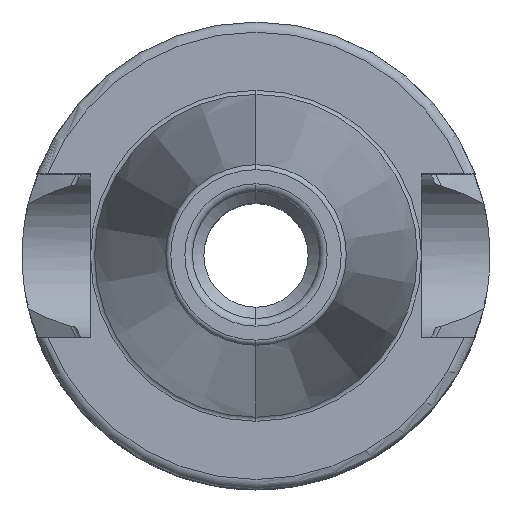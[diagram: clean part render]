
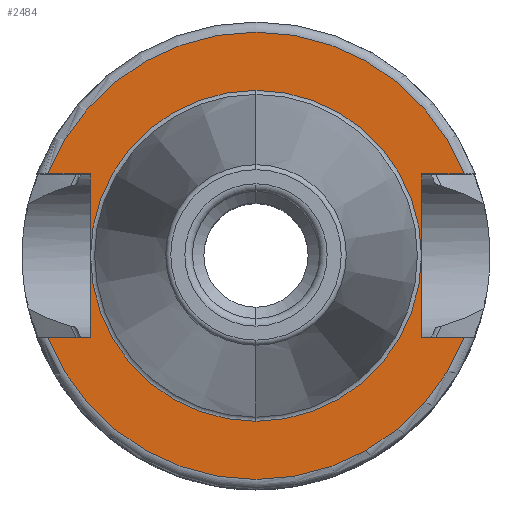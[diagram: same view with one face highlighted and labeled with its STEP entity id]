
A CAD part, top view. The second image highlights one B-rep face of the part: STEP entity #2484.
In plain terms, the highlighted planar face has unit normal (0, 0, 1).
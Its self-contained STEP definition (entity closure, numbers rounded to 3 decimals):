
#904=DIRECTION('',(1,0,0));
#905=VECTOR('',#904,4.174);
#906=CARTESIAN_POINT('',(-20.474,-8.05,20));
#907=LINE('',#906,#905);
#908=DIRECTION('',(0,1,0));
#909=VECTOR('',#908,16.1);
#910=CARTESIAN_POINT('',(-16.3,-8.05,20));
#911=LINE('',#910,#909);
#912=DIRECTION('',(1,0,0));
#913=VECTOR('',#912,4.174);
#914=CARTESIAN_POINT('',(-20.474,8.05,20));
#915=LINE('',#914,#913);
#916=DIRECTION('',(-1,0,0));
#917=VECTOR('',#916,4.174);
#918=CARTESIAN_POINT('',(20.474,8.05,20));
#919=LINE('',#918,#917);
#920=DIRECTION('',(0,-1,0));
#921=VECTOR('',#920,16.1);
#922=CARTESIAN_POINT('',(16.3,8.05,20));
#923=LINE('',#922,#921);
#924=DIRECTION('',(-1,0,0));
#925=VECTOR('',#924,4.174);
#926=CARTESIAN_POINT('',(20.474,-8.05,20));
#927=LINE('',#926,#925);
#938=CARTESIAN_POINT('',(0,0,20));
#939=DIRECTION('',(0,0,1));
#940=DIRECTION('',(0,1,0));
#941=AXIS2_PLACEMENT_3D('',#938,#939,#940);
#943=CARTESIAN_POINT('',(0,0,20));
#944=DIRECTION('',(0,0,-1));
#945=DIRECTION('',(0,1,0));
#946=AXIS2_PLACEMENT_3D('',#943,#944,#945);
#1183=CARTESIAN_POINT('',(0,0,20));
#1184=DIRECTION('',(0,0,1));
#1185=DIRECTION('',(-0.931,-0.366,0));
#1186=AXIS2_PLACEMENT_3D('',#1183,#1184,#1185);
#1200=CARTESIAN_POINT('',(0,0,20));
#1201=DIRECTION('',(0,0,1));
#1202=DIRECTION('',(0.931,0.366,0));
#1203=AXIS2_PLACEMENT_3D('',#1200,#1201,#1202);
#1324=CARTESIAN_POINT('',(-20.474,-8.05,20));
#1325=CARTESIAN_POINT('',(-16.3,-8.05,20));
#1326=VERTEX_POINT('',#1324);
#1327=VERTEX_POINT('',#1325);
#1328=CARTESIAN_POINT('',(-16.3,8.05,20));
#1329=VERTEX_POINT('',#1328);
#1330=CARTESIAN_POINT('',(-20.474,8.05,20));
#1331=VERTEX_POINT('',#1330);
#1332=CARTESIAN_POINT('',(16.3,8.05,20));
#1333=CARTESIAN_POINT('',(16.3,-8.05,20));
#1334=VERTEX_POINT('',#1332);
#1335=VERTEX_POINT('',#1333);
#1336=CARTESIAN_POINT('',(20.474,-8.05,20));
#1337=VERTEX_POINT('',#1336);
#1338=CARTESIAN_POINT('',(20.474,8.05,20));
#1339=VERTEX_POINT('',#1338);
#1384=CARTESIAN_POINT('',(0,16.275,20));
#1386=VERTEX_POINT('',#1384);
#1390=CARTESIAN_POINT('',(0,-16.275,20));
#1392=VERTEX_POINT('',#1390);
#2461=CARTESIAN_POINT('',(0,0,20));
#2462=DIRECTION('',(0,0,-1));
#2463=DIRECTION('',(0,-1,0));
#2464=AXIS2_PLACEMENT_3D('',#2461,#2462,#2463);
#2465=PLANE('',#2464);
#2466=ORIENTED_EDGE('',*,*,#2452,.T.);
#2467=ORIENTED_EDGE('',*,*,#2278,.T.);
#2468=ORIENTED_EDGE('',*,*,#2297,.F.);
#2470=ORIENTED_EDGE('',*,*,#2469,.F.);
#2471=ORIENTED_EDGE('',*,*,#2377,.T.);
#2472=ORIENTED_EDGE('',*,*,#2395,.T.);
#2473=ORIENTED_EDGE('',*,*,#2412,.F.);
#2475=ORIENTED_EDGE('',*,*,#2474,.F.);
#2476=EDGE_LOOP('',(#2466,#2467,#2468,#2470,#2471,#2472,#2473,#2475));
#2477=FACE_OUTER_BOUND('',#2476,.F.);
#2479=ORIENTED_EDGE('',*,*,#2478,.T.);
#2481=ORIENTED_EDGE('',*,*,#2480,.F.);
#2482=EDGE_LOOP('',(#2479,#2481));
#2483=FACE_BOUND('',#2482,.F.);
#2484=ADVANCED_FACE('',(#2477,#2483),#2465,.F.);
#942=CIRCLE('',#941,16.275);
#947=CIRCLE('',#946,16.275);
#1187=CIRCLE('',#1186,22);
#1204=CIRCLE('',#1203,22);
#2278=EDGE_CURVE('',#1327,#1329,#911,.T.);
#2297=EDGE_CURVE('',#1331,#1329,#915,.T.);
#2377=EDGE_CURVE('',#1339,#1334,#919,.T.);
#2395=EDGE_CURVE('',#1334,#1335,#923,.T.);
#2412=EDGE_CURVE('',#1337,#1335,#927,.T.);
#2452=EDGE_CURVE('',#1326,#1327,#907,.T.);
#2469=EDGE_CURVE('',#1339,#1331,#1204,.T.);
#2474=EDGE_CURVE('',#1326,#1337,#1187,.T.);
#2478=EDGE_CURVE('',#1386,#1392,#942,.T.);
#2480=EDGE_CURVE('',#1386,#1392,#947,.T.);
